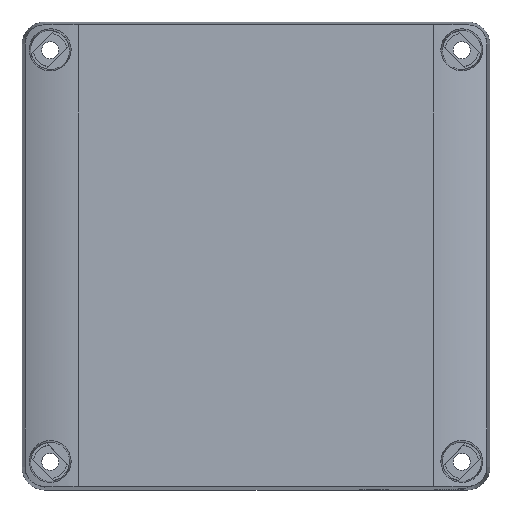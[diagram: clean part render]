
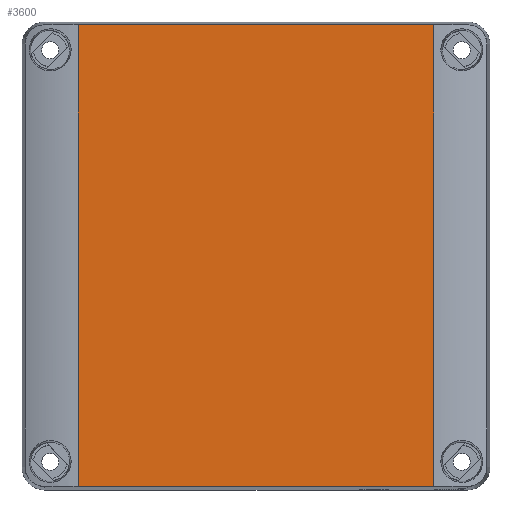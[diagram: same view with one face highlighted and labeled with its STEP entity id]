
A CAD part, top view. The second image highlights one B-rep face of the part: STEP entity #3600.
In plain terms, the highlighted planar face has unit normal (0, 0, 1).
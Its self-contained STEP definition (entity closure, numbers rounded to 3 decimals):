
#215=DIRECTION('',(1.,0.,0.));
#216=VECTOR('',#215,95.);
#217=CARTESIAN_POINT('',(-47.5,-61.627,50.));
#218=LINE('',#217,#216);
#376=DIRECTION('',(0.,1.,0.));
#377=VECTOR('',#376,123.254);
#378=CARTESIAN_POINT('',(47.5,-61.627,50.));
#379=LINE('',#378,#377);
#477=DIRECTION('',(1.,0.,0.));
#478=VECTOR('',#477,95.);
#479=CARTESIAN_POINT('',(-47.5,61.627,50.));
#480=LINE('',#479,#478);
#490=DIRECTION('',(0.,1.,0.));
#491=VECTOR('',#490,123.254);
#492=CARTESIAN_POINT('',(-47.5,-61.627,50.));
#493=LINE('',#492,#491);
#3122=CARTESIAN_POINT('',(-47.5,-61.627,50.));
#3123=CARTESIAN_POINT('',(47.5,-61.627,50.));
#3124=VERTEX_POINT('',#3122);
#3125=VERTEX_POINT('',#3123);
#3126=CARTESIAN_POINT('',(-47.5,61.627,50.));
#3127=CARTESIAN_POINT('',(47.5,61.627,50.));
#3128=VERTEX_POINT('',#3126);
#3129=VERTEX_POINT('',#3127);
#3588=CARTESIAN_POINT('',(-47.5,-62.5,50.));
#3589=DIRECTION('',(0.,0.,1.));
#3590=DIRECTION('',(1.,0.,0.));
#3591=AXIS2_PLACEMENT_3D('',#3588,#3589,#3590);
#3592=PLANE('',#3591);
#3593=ORIENTED_EDGE('',*,*,#3457,.F.);
#3595=ORIENTED_EDGE('',*,*,#3594,.T.);
#3596=ORIENTED_EDGE('',*,*,#3577,.T.);
#3597=ORIENTED_EDGE('',*,*,#3536,.F.);
#3598=EDGE_LOOP('',(#3593,#3595,#3596,#3597));
#3599=FACE_OUTER_BOUND('',#3598,.F.);
#3600=ADVANCED_FACE('',(#3599),#3592,.T.);
#3457=EDGE_CURVE('',#3124,#3125,#218,.T.);
#3536=EDGE_CURVE('',#3125,#3129,#379,.T.);
#3577=EDGE_CURVE('',#3128,#3129,#480,.T.);
#3594=EDGE_CURVE('',#3124,#3128,#493,.T.);
